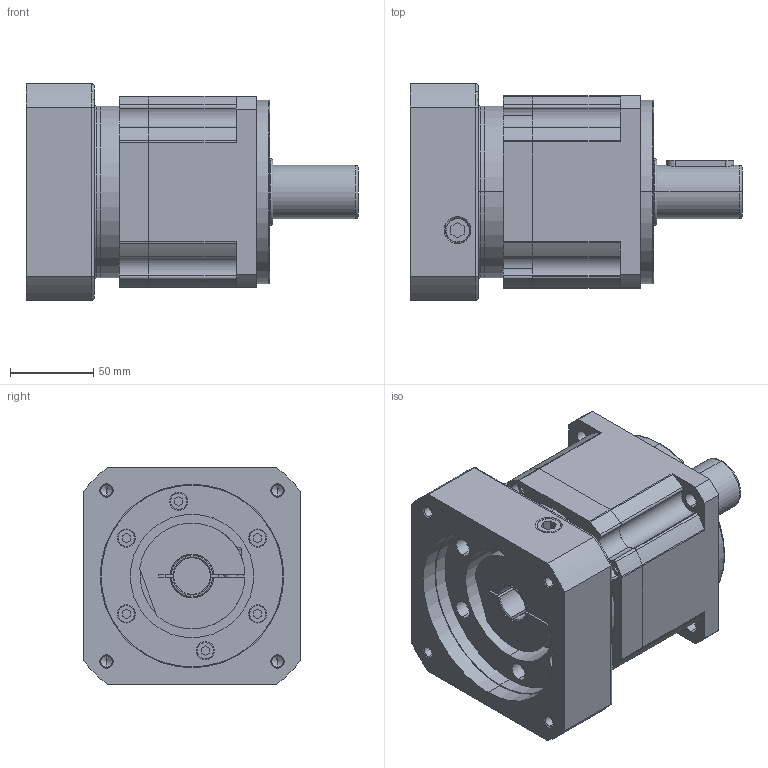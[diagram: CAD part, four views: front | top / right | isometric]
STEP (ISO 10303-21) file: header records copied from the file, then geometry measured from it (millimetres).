
FILE_DESCRIPTION (( 'STEP AP203' ), '1' );
FILE_NAME ('PGH115-L1-22-110-145-M8-A32.STEP', '2024-05-14T01:20:19', ( '微软用户' ), ( '微软中国' ), 'SwSTEP 2.0', 'SolidWorks 2018', '' );
FILE_SCHEMA (( 'CONFIG_CONTROL_DESIGN' ));
Length unit declared in the file: millimetre
Products named in the file (1): PGH115-L1-22-110-145-M8-A32
Bounding box: 199 x 130 x 130 mm (x, y, z)
Volume: 1626062.3 mm3; surface area: 212749.4 mm2
Topology: 20 solids, 20 shells, 528 faces, 1257 edges, 802 vertices
Faces by surface type: cylinder 220, plane 203, cone 66, torus 36, bspline 3
Entity records: 17581 total; most frequent: CARTESIAN_POINT 4985, DIRECTION 2771, ORIENTED_EDGE 2490, EDGE_CURVE 1245, AXIS2_PLACEMENT_3D 1078, VERTEX_POINT 802, VECTOR 615, LINE 615
